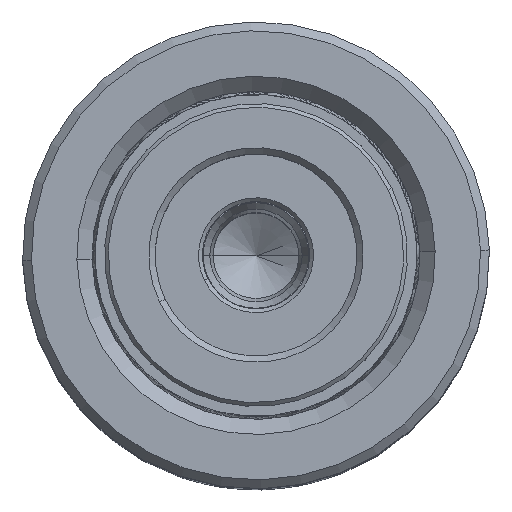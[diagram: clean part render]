
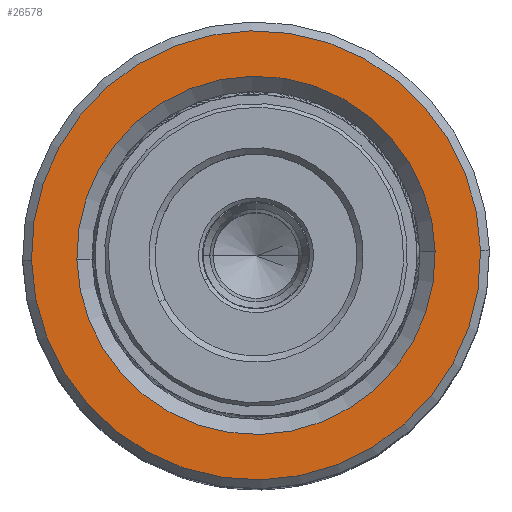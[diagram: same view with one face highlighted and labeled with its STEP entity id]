
A CAD part, top view. The second image highlights one B-rep face of the part: STEP entity #26578.
In plain terms, the highlighted planar face has unit normal (0, 0, 1).
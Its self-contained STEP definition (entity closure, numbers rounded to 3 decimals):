
#636 = ORIENTED_EDGE ( 'NONE', *, *, #15019, .T. ) ;
#3118 = CIRCLE ( 'NONE', #33775, 14.2 ) ;
#5437 = DIRECTION ( 'NONE',  ( 0., 0., 1. ) ) ;
#5457 = CARTESIAN_POINT ( 'NONE',  ( 14.2, 0., 60. ) ) ;
#7438 = CARTESIAN_POINT ( 'NONE',  ( 0., 0., 60. ) ) ;
#7441 = EDGE_LOOP ( 'NONE', ( #16138, #636 ) ) ;
#7613 = DIRECTION ( 'NONE',  ( 0., 0., -1. ) ) ;
#8285 = VERTEX_POINT ( 'NONE', #27188 ) ;
#9775 = DIRECTION ( 'NONE',  ( 1., 0., 0. ) ) ;
#10154 = DIRECTION ( 'NONE',  ( 1., 0., 0. ) ) ;
#11477 = VERTEX_POINT ( 'NONE', #5457 ) ;
#12261 = CARTESIAN_POINT ( 'NONE',  ( 0., 0., 60. ) ) ;
#12776 = DIRECTION ( 'NONE',  ( 1., 0., 0. ) ) ;
#15019 = EDGE_CURVE ( 'NONE', #24493, #11477, #34338, .T. ) ;
#15076 = EDGE_CURVE ( 'NONE', #11477, #24493, #3118, .T. ) ;
#15642 = AXIS2_PLACEMENT_3D ( 'NONE', #12261, #23095, #9775 ) ;
#16138 = ORIENTED_EDGE ( 'NONE', *, *, #15076, .T. ) ;
#16951 = EDGE_CURVE ( 'NONE', #8285, #17019, #25169, .T. ) ;
#17019 = VERTEX_POINT ( 'NONE', #24492 ) ;
#18275 = DIRECTION ( 'NONE',  ( 0., 0., 1. ) ) ;
#18507 = AXIS2_PLACEMENT_3D ( 'NONE', #33205, #19679, #21653 ) ;
#19660 = CARTESIAN_POINT ( 'NONE',  ( -14.2, 0., 60. ) ) ;
#19679 = DIRECTION ( 'NONE',  ( 0., 0., 1. ) ) ;
#19826 = FACE_BOUND ( 'NONE', #7441, .T. ) ;
#20475 = EDGE_LOOP ( 'NONE', ( #20683, #21935 ) ) ;
#20683 = ORIENTED_EDGE ( 'NONE', *, *, #16951, .T. ) ;
#20778 = CIRCLE ( 'NONE', #18507, 17.8 ) ;
#21653 = DIRECTION ( 'NONE',  ( 1., 0., 0. ) ) ;
#21935 = ORIENTED_EDGE ( 'NONE', *, *, #29185, .T. ) ;
#22866 = AXIS2_PLACEMENT_3D ( 'NONE', #26493, #18275, #12776 ) ;
#23095 = DIRECTION ( 'NONE',  ( 0., 0., -1. ) ) ;
#24482 = CARTESIAN_POINT ( 'NONE',  ( 0., 0., 60. ) ) ;
#24492 = CARTESIAN_POINT ( 'NONE',  ( 17.8, 0., 60. ) ) ;
#24493 = VERTEX_POINT ( 'NONE', #19660 ) ;
#25014 = PLANE ( 'NONE',  #33429 ) ;
#25169 = CIRCLE ( 'NONE', #22866, 17.8 ) ;
#26493 = CARTESIAN_POINT ( 'NONE',  ( 0., 0., 60. ) ) ;
#26578 = ADVANCED_FACE ( 'NONE', ( #27850, #19826 ), #25014, .T. ) ;
#27174 = DIRECTION ( 'NONE',  ( 1., 0., 0. ) ) ;
#27188 = CARTESIAN_POINT ( 'NONE',  ( -17.8, 0., 60. ) ) ;
#27850 = FACE_OUTER_BOUND ( 'NONE', #20475, .T. ) ;
#29185 = EDGE_CURVE ( 'NONE', #17019, #8285, #20778, .T. ) ;
#33205 = CARTESIAN_POINT ( 'NONE',  ( 0., 0., 60. ) ) ;
#33429 = AXIS2_PLACEMENT_3D ( 'NONE', #24482, #5437, #27174 ) ;
#33775 = AXIS2_PLACEMENT_3D ( 'NONE', #7438, #7613, #10154 ) ;
#34338 = CIRCLE ( 'NONE', #15642, 14.2 ) ;
